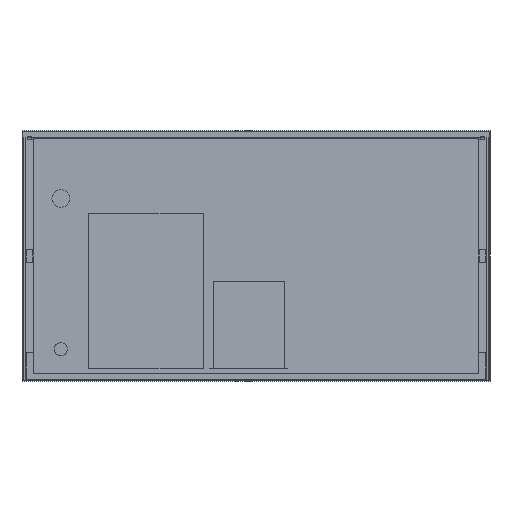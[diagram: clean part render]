
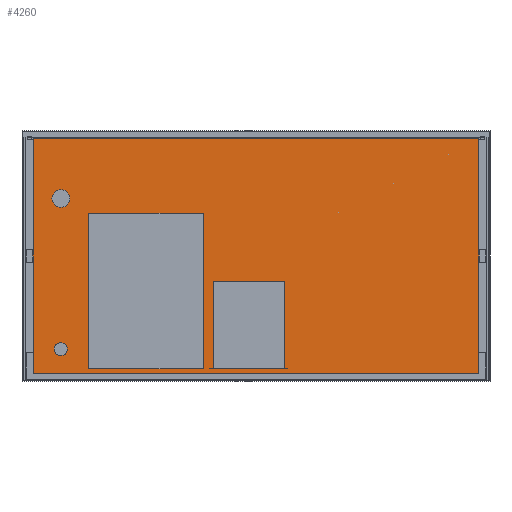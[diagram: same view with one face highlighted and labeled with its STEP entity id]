
A CAD part, front view. The second image highlights one B-rep face of the part: STEP entity #4260.
In plain terms, the highlighted planar face has unit normal (0, -1, 0).
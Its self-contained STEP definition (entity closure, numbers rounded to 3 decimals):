
#208=FACE_OUTER_BOUND('',#465,.T.);
#465=EDGE_LOOP('',(#2847,#2848,#2849,#2850));
#735=LINE('',#6033,#1279);
#739=LINE('',#6041,#1283);
#742=LINE('',#6047,#1286);
#745=LINE('',#6052,#1289);
#1279=VECTOR('',#4871,1000.);
#1283=VECTOR('',#4877,1000.);
#1286=VECTOR('',#4882,1000.);
#1289=VECTOR('',#4887,1000.);
#1823=VERTEX_POINT('',#6031);
#1824=VERTEX_POINT('',#6032);
#1827=VERTEX_POINT('',#6040);
#1829=VERTEX_POINT('',#6046);
#2227=EDGE_CURVE('',#1823,#1824,#735,.T.);
#2231=EDGE_CURVE('',#1824,#1827,#739,.T.);
#2234=EDGE_CURVE('',#1827,#1829,#742,.T.);
#2237=EDGE_CURVE('',#1829,#1823,#745,.T.);
#2847=ORIENTED_EDGE('',*,*,#2227,.F.);
#2848=ORIENTED_EDGE('',*,*,#2237,.F.);
#2849=ORIENTED_EDGE('',*,*,#2234,.F.);
#2850=ORIENTED_EDGE('',*,*,#2231,.F.);
#4020=PLANE('',#4564);
#4260=ADVANCED_FACE('',(#208),#4020,.F.);
#4564=AXIS2_PLACEMENT_3D('',#6063,#4895,#4896);
#4871=DIRECTION('',(0.,0.,-1.));
#4877=DIRECTION('',(-1.,0.,0.));
#4882=DIRECTION('',(0.,0.,1.));
#4887=DIRECTION('',(1.,0.,0.));
#4895=DIRECTION('center_axis',(0.,1.,0.));
#4896=DIRECTION('ref_axis',(0.,0.,1.));
#6031=CARTESIAN_POINT('',(687.5,0.,362.5));
#6032=CARTESIAN_POINT('',(687.5,0.,-362.5));
#6033=CARTESIAN_POINT('',(687.5,0.,-362.5));
#6040=CARTESIAN_POINT('',(-687.5,0.,-362.5));
#6041=CARTESIAN_POINT('',(-687.5,0.,-362.5));
#6046=CARTESIAN_POINT('',(-687.5,0.,362.5));
#6047=CARTESIAN_POINT('',(-687.5,0.,-362.5));
#6052=CARTESIAN_POINT('',(-687.5,0.,362.5));
#6063=CARTESIAN_POINT('Origin',(0.,0.,0.));
